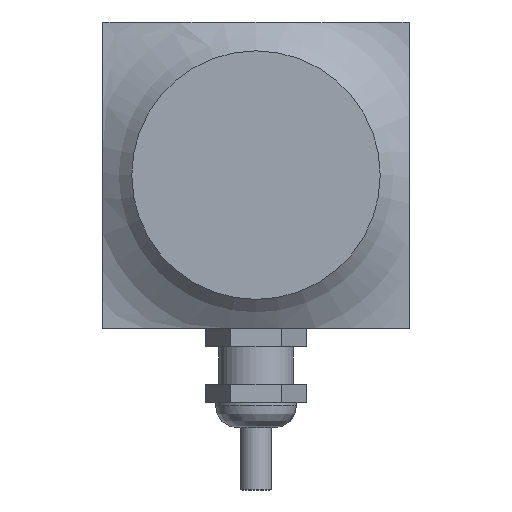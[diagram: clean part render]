
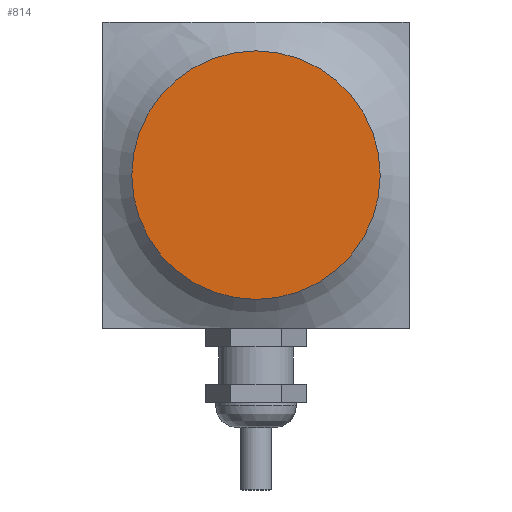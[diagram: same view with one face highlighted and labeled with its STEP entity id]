
A CAD part, left-side view. The second image highlights one B-rep face of the part: STEP entity #814.
In plain terms, the highlighted planar face has unit normal (-1, 0, 0).
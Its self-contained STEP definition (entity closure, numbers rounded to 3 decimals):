
#80=PLANE('',#917);
#130=FACE_OUTER_BOUND('',#192,.T.);
#192=EDGE_LOOP('',(#747));
#341=CIRCLE('',#902,20.);
#413=VERTEX_POINT('',#1490);
#514=EDGE_CURVE('',#413,#413,#341,.T.);
#747=ORIENTED_EDGE('',*,*,#514,.T.);
#814=ADVANCED_FACE('',(#130),#80,.T.);
#902=AXIS2_PLACEMENT_3D('',#1491,#1118,#1119);
#917=AXIS2_PLACEMENT_3D('',#1658,#1152,#1153);
#1118=DIRECTION('center_axis',(-1.,0.,0.));
#1119=DIRECTION('ref_axis',(0.,1.,0.));
#1152=DIRECTION('center_axis',(-1.,0.,0.));
#1153=DIRECTION('ref_axis',(0.,0.,1.));
#1490=CARTESIAN_POINT('',(-110.,-20.,0.));
#1491=CARTESIAN_POINT('Origin',(-110.,0.,0.));
#1658=CARTESIAN_POINT('Origin',(-110.,0.,0.));
